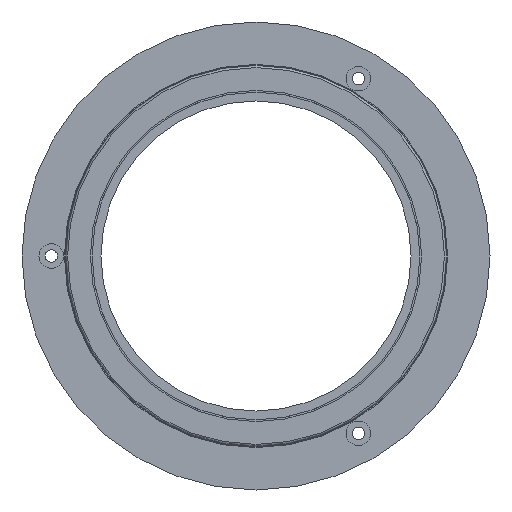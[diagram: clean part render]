
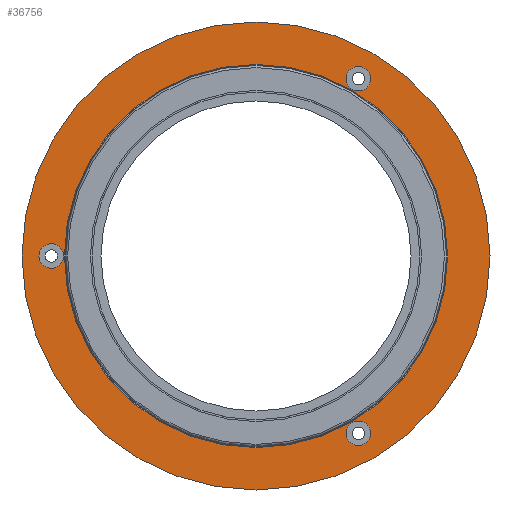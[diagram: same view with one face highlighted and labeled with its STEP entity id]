
A CAD part, left-side view. The second image highlights one B-rep face of the part: STEP entity #36756.
In plain terms, the highlighted planar face has unit normal (-1, 0, 0).
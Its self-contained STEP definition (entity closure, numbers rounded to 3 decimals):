
#280 = ORIENTED_EDGE ( 'NONE', *, *, #48861, .T. ) ;
#626 = EDGE_CURVE ( 'NONE', #41886, #41886, #43289, .T. ) ;
#864 = VERTEX_POINT ( 'NONE', #72714 ) ;
#3095 = ORIENTED_EDGE ( 'NONE', *, *, #71220, .T. ) ;
#3625 = ORIENTED_EDGE ( 'NONE', *, *, #5858, .F. ) ;
#5858 = EDGE_CURVE ( 'NONE', #29805, #29805, #26802, .T. ) ;
#6312 = EDGE_LOOP ( 'NONE', ( #33804 ) ) ;
#8647 = DIRECTION ( 'NONE',  ( 0., 1., 0. ) ) ;
#11398 = AXIS2_PLACEMENT_3D ( 'NONE', #72807, #51102, #94012 ) ;
#11496 = FACE_BOUND ( 'NONE', #88830, .T. ) ;
#14381 = CARTESIAN_POINT ( 'NONE',  ( 2.8, 40., 0. ) ) ;
#14956 = CARTESIAN_POINT ( 'NONE',  ( 2.8, -17.5, -30.311 ) ) ;
#17217 = CARTESIAN_POINT ( 'NONE',  ( 2.8, 37.1, 0. ) ) ;
#18631 = AXIS2_PLACEMENT_3D ( 'NONE', #29890, #44840, #8647 ) ;
#18752 = DIRECTION ( 'NONE',  ( -1., 0., 0. ) ) ;
#26068 = EDGE_LOOP ( 'NONE', ( #73759 ) ) ;
#26421 = DIRECTION ( 'NONE',  ( 0., 1., 0. ) ) ;
#26802 = CIRCLE ( 'NONE', #11398, 40. ) ;
#27148 = DIRECTION ( 'NONE',  ( 1., 0., 0. ) ) ;
#27690 = AXIS2_PLACEMENT_3D ( 'NONE', #35061, #55835, #26421 ) ;
#28216 = AXIS2_PLACEMENT_3D ( 'NONE', #38198, #18752, #53158 ) ;
#29805 = VERTEX_POINT ( 'NONE', #14381 ) ;
#29890 = CARTESIAN_POINT ( 'NONE',  ( 2.8, -17.5, 30.311 ) ) ;
#30428 = DIRECTION ( 'NONE',  ( 1., 0., 0. ) ) ;
#33534 = CIRCLE ( 'NONE', #84325, 2.1 ) ;
#33804 = ORIENTED_EDGE ( 'NONE', *, *, #66113, .T. ) ;
#35061 = CARTESIAN_POINT ( 'NONE',  ( 2.8, 35., 0. ) ) ;
#36756 = ADVANCED_FACE ( 'NONE', ( #11496, #75303, #92957, #92480, #63553 ), #62595, .T. ) ;
#37155 = DIRECTION ( 'NONE',  ( 0., 1., 0. ) ) ;
#38198 = CARTESIAN_POINT ( 'NONE',  ( 2.8, 30., 0. ) ) ;
#41886 = VERTEX_POINT ( 'NONE', #48624 ) ;
#43289 = CIRCLE ( 'NONE', #18631, 2.1 ) ;
#44583 = CIRCLE ( 'NONE', #27690, 2.1 ) ;
#44840 = DIRECTION ( 'NONE',  ( 1., 0., 0. ) ) ;
#48624 = CARTESIAN_POINT ( 'NONE',  ( 2.8, -15.4, 30.311 ) ) ;
#48861 = EDGE_CURVE ( 'NONE', #864, #864, #92133, .T. ) ;
#51102 = DIRECTION ( 'NONE',  ( 1., 0., 0. ) ) ;
#51495 = VERTEX_POINT ( 'NONE', #65504 ) ;
#53158 = DIRECTION ( 'NONE',  ( 0., -1., 0. ) ) ;
#55835 = DIRECTION ( 'NONE',  ( 1., 0., 0. ) ) ;
#60099 = EDGE_LOOP ( 'NONE', ( #3625 ) ) ;
#60332 = DIRECTION ( 'NONE',  ( 0., 1., 0. ) ) ;
#61091 = VERTEX_POINT ( 'NONE', #17217 ) ;
#62595 = PLANE ( 'NONE',  #28216 ) ;
#62897 = AXIS2_PLACEMENT_3D ( 'NONE', #88287, #30428, #60332 ) ;
#63553 = FACE_OUTER_BOUND ( 'NONE', #60099, .T. ) ;
#65504 = CARTESIAN_POINT ( 'NONE',  ( 2.8, -15.4, -30.311 ) ) ;
#66113 = EDGE_CURVE ( 'NONE', #51495, #51495, #33534, .T. ) ;
#71220 = EDGE_CURVE ( 'NONE', #61091, #61091, #44583, .T. ) ;
#72714 = CARTESIAN_POINT ( 'NONE',  ( 2.8, 30., 0. ) ) ;
#72807 = CARTESIAN_POINT ( 'NONE',  ( 2.8, 0., 0. ) ) ;
#73759 = ORIENTED_EDGE ( 'NONE', *, *, #626, .T. ) ;
#75303 = FACE_BOUND ( 'NONE', #6312, .T. ) ;
#84325 = AXIS2_PLACEMENT_3D ( 'NONE', #14956, #27148, #37155 ) ;
#88287 = CARTESIAN_POINT ( 'NONE',  ( 2.8, 0., 0. ) ) ;
#88830 = EDGE_LOOP ( 'NONE', ( #3095 ) ) ;
#92133 = CIRCLE ( 'NONE', #62897, 30. ) ;
#92480 = FACE_BOUND ( 'NONE', #94184, .T. ) ;
#92957 = FACE_BOUND ( 'NONE', #26068, .T. ) ;
#94012 = DIRECTION ( 'NONE',  ( 0., 1., 0. ) ) ;
#94184 = EDGE_LOOP ( 'NONE', ( #280 ) ) ;
